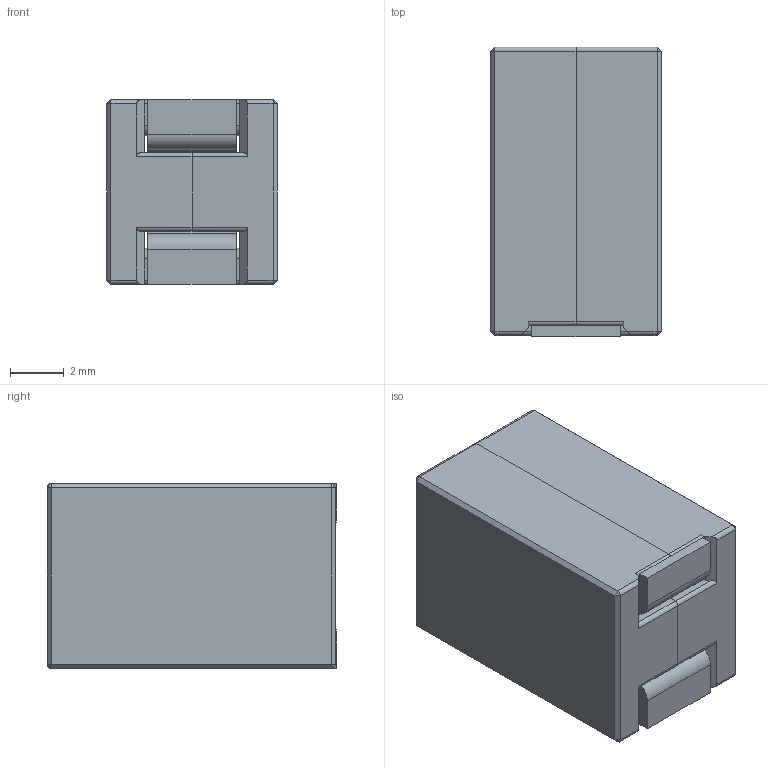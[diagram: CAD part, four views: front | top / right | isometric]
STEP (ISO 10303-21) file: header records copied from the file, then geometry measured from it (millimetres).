
FILE_DESCRIPTION (( 'STEP AP214' ), '1' );
FILE_NAME ('PA5041.121HL.STEP', '2021-07-02T05:38:30', ( '' ), ( '' ), 'SwSTEP 2.0', 'SolidWorks 2020', '' );
FILE_SCHEMA (( 'AUTOMOTIVE_DESIGN' ));
Length unit declared in the file: millimetre
Products named in the file (3): 020-02616.001; PA5041.121HL; 032-02615.001
Assembly tree (2 placements, depth 2):
  PA5041.121HL
    032-02615.001
    020-02616.001
Bounding box: 6.32 x 10.75 x 6.85 mm (x, y, z)
Volume: 431.5 mm3; surface area: 819.3 mm2
Topology: 3 solids, 3 shells, 118 faces, 288 edges, 168 vertices
Faces by surface type: plane 74, cylinder 36, cone 8
Entity records: 3439 total; most frequent: CARTESIAN_POINT 595, DIRECTION 582, ORIENTED_EDGE 560, EDGE_CURVE 280, VECTOR 208, LINE 208, AXIS2_PLACEMENT_3D 187, VERTEX_POINT 168
